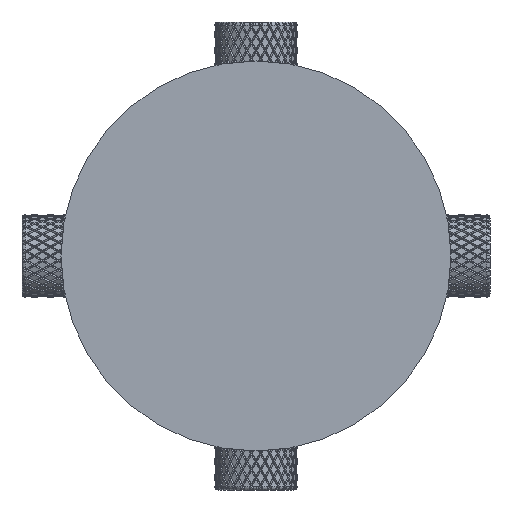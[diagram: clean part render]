
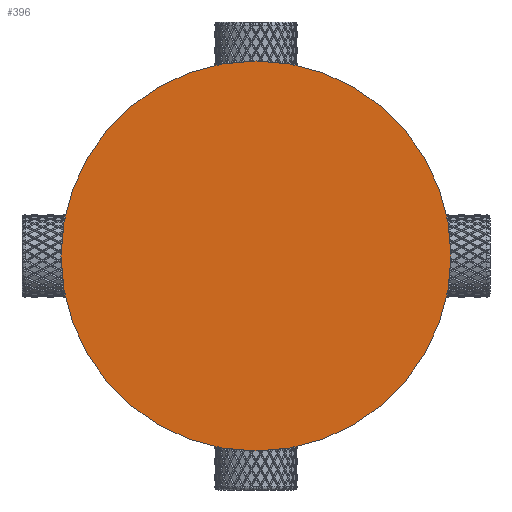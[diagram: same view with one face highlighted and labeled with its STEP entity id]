
A CAD part, front view. The second image highlights one B-rep face of the part: STEP entity #396.
In plain terms, the highlighted planar face has unit normal (0, -1, 0).
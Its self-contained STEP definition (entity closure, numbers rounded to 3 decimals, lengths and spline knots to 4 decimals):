
#121=CARTESIAN_POINT('',(0.,0.,0.));
#122=DIRECTION('',(0.,1.,0.));
#123=DIRECTION('',(0.,0.,1.));
#124=AXIS2_PLACEMENT_3D('',#121,#122,#123);
#135=CARTESIAN_POINT('',(0.,0.,0.));
#136=DIRECTION('',(0.,-1.,0.));
#137=DIRECTION('',(0.,0.,1.));
#138=AXIS2_PLACEMENT_3D('',#135,#136,#137);
#154=CARTESIAN_POINT('',(0.,0.,1.1875));
#155=CARTESIAN_POINT('',(0.,0.,-1.1875));
#156=VERTEX_POINT('',#154);
#157=VERTEX_POINT('',#155);
#387=CARTESIAN_POINT('',(0.,0.,0.));
#388=DIRECTION('',(0.,-1.,0.));
#389=DIRECTION('',(0.,0.,-1.));
#390=AXIS2_PLACEMENT_3D('',#387,#388,#389);
#391=PLANE('',#390);
#392=ORIENTED_EDGE('',*,*,#367,.T.);
#393=ORIENTED_EDGE('',*,*,#381,.F.);
#394=EDGE_LOOP('',(#392,#393));
#395=FACE_OUTER_BOUND('',#394,.F.);
#396=ADVANCED_FACE('',(#395),#391,.T.);
#125=CIRCLE('',#124,1.1875);
#139=CIRCLE('',#138,1.1875);
#367=EDGE_CURVE('',#156,#157,#125,.T.);
#381=EDGE_CURVE('',#156,#157,#139,.T.);
